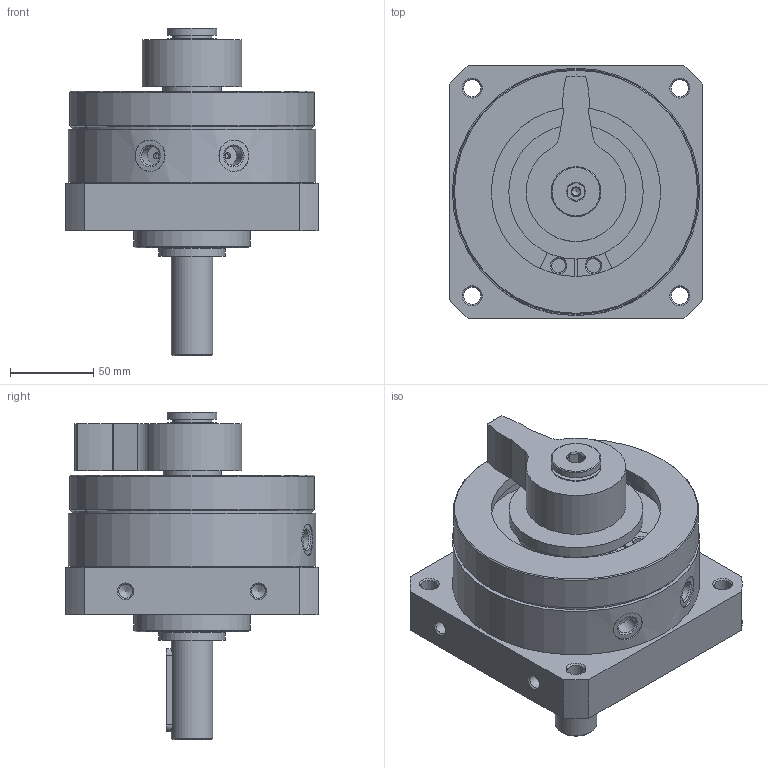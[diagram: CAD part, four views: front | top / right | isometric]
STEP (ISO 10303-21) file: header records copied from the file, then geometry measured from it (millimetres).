
FILE_DESCRIPTION(/* description */ ('STEP AP214'),/* implementation_level */ '2;1');
FILE_NAME(/* name */ '552083_DSM-63-270-A-B',/* time_stamp */ '2024-08-21T07:15:46+02:00',/* author */ ('License CC BY-ND 4.0'),/* organization */ ('CADENAS'),/* preprocessor_version */ 'ST-DEVELOPER v19.3',/* originating_system */ 'PARTsolutions',/* authorisation */ ' ');
FILE_SCHEMA (('AUTOMOTIVE_DESIGN {1 0 10303 214 3 1 1}'));
Length unit declared in the file: millimetre
Products named in the file (4): 552083 DSM-63-270-A-B--(0); 552083 DSM-63-270-A-B_G---(B); 714510 DSM-63_NS; 552083 DSM-63-270-A-B_K---(B)
Assembly tree (4 placements, depth 2):
  552083 DSM-63-270-A-B--(0)
    552083 DSM-63-270-A-B_G---(B)
    714510 DSM-63_NS  x2
    552083 DSM-63-270-A-B_K---(B)
Bounding box: 152 x 152 x 197.4 mm (x, y, z)
Volume: 1499973.3 mm3; surface area: 199934 mm2
Topology: 4 solids, 4 shells, 176 faces, 393 edges, 249 vertices
Faces by surface type: cylinder 65, plane 63, cone 46, torus 2
Full cylindrical faces by diameter (mm): 3.6 x2, 4.917 x1, 8.376 x9, 10.106 x4, 10.5 x1, 11.445 x2, 19 x2, 24 x1, 25 x1, 30 x2, 30.1 x1, 35 x2, 40 x1, 69 x1, 70 x1, 81 x1, 102 x1, 116 x1, 129 x1, 144.6 x1, 147.6 x1, 149 x1
Entity records: 4219 total; most frequent: DIRECTION 747, CARTESIAN_POINT 745, ORIENTED_EDGE 538, AXIS2_PLACEMENT_3D 320, FACE_BOUND 285, EDGE_LOOP 277, EDGE_CURVE 269, VERTEX_POINT 222
